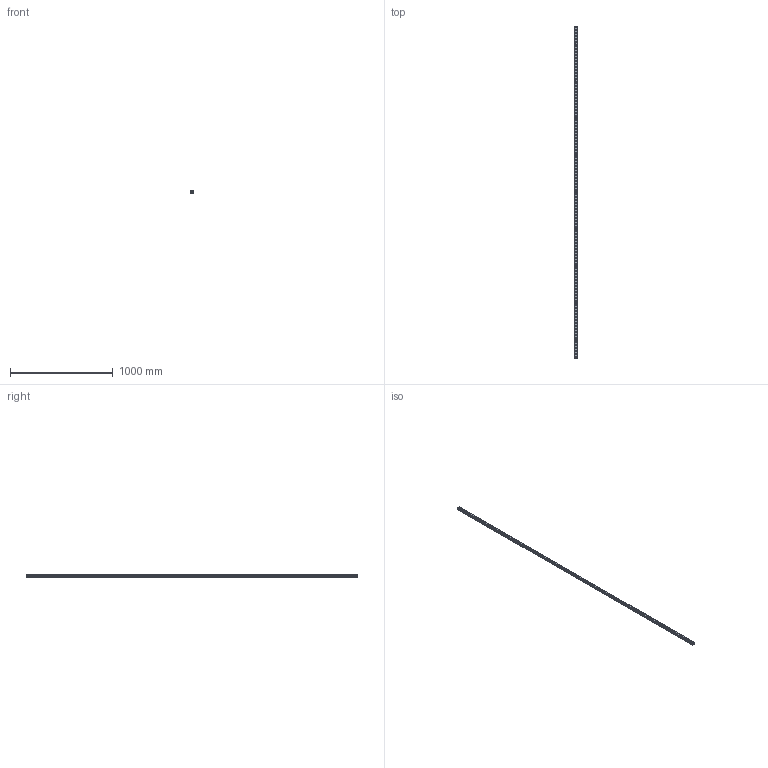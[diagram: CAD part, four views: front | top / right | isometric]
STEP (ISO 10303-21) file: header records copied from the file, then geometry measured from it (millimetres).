
FILE_DESCRIPTION(('STEP AP214'),'1');
FILE_NAME('cctmp_5ABE7BD9-4EBD-4672-ADAD-5F7411F07CDD_2021_03_10_12_16_23_0646..stp','2021-03-10T11:16:24',('HIWIN GmbH'),('CADClick - www.CADClick.com'),'Spatial InterOp 3D',' ','unknown authorization');
FILE_SCHEMA(('AUTOMOTIVE_DESIGN'));
Length unit declared in the file: millimetre
Products named in the file (1): RGR25R3230H_FILE
Bounding box: 23 x 3230 x 23.6 mm (x, y, z)
Volume: 1294844.7 mm3; surface area: 400985.1 mm2
Topology: 1 solids, 1 shells, 1089 faces, 2277 edges, 1518 vertices
Faces by surface type: cylinder 666, plane 423
Entity records: 38419 total; most frequent: DIRECTION 5789, CARTESIAN_POINT 4885, ORIENTED_EDGE 4554, AXIS2_PLACEMENT_3D 2422, EDGE_CURVE 2277, VERTEX_POINT 1518, EDGE_LOOP 1417, CIRCLE 1332
